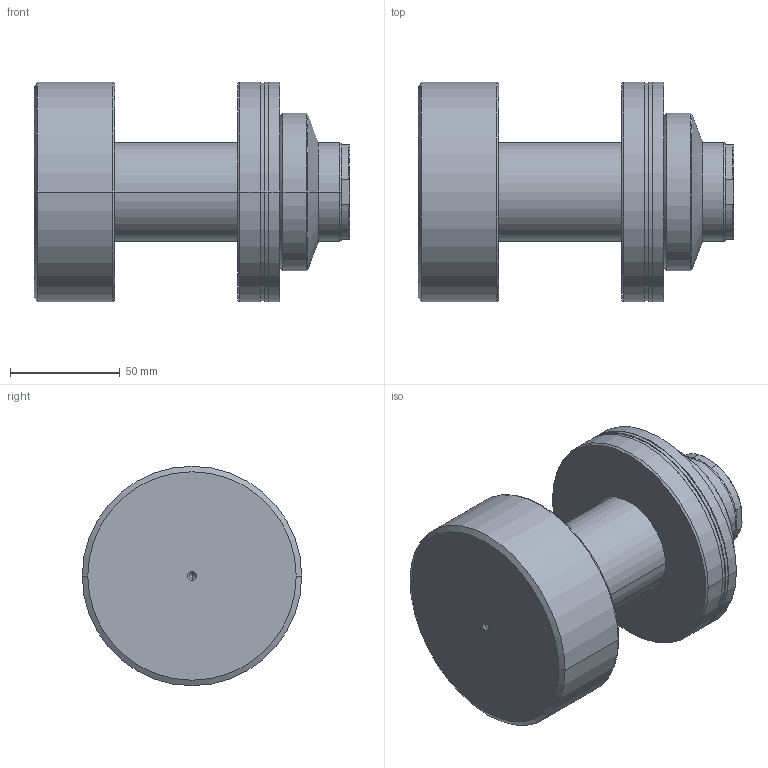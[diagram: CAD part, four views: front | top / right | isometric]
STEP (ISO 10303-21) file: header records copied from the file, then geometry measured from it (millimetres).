
FILE_DESCRIPTION (( 'STEP AP203' ), '1' );
FILE_NAME ('c2d0.STEP', '2024-01-08T14:33:05', ( '' ), ( '' ), 'SwSTEP 2.0', 'SolidWorks 2019', '' );
FILE_SCHEMA (( 'CONFIG_CONTROL_DESIGN' ));
Length unit declared in the file: millimetre
Products named in the file (3): V400CL_VC_X c2687196a9bd936d33880dfa2a8b528a; c2d0; V400CL_PC_X c2687196a9bd936d33880dfa2a8b528a
Assembly tree (2 placements, depth 2):
  c2d0
    V400CL_PC_X c2687196a9bd936d33880dfa2a8b528a
    V400CL_VC_X c2687196a9bd936d33880dfa2a8b528a
Bounding box: 144 x 100 x 100 mm (x, y, z)
Volume: 614132.7 mm3; surface area: 69909.4 mm2
Topology: 2 solids, 2 shells, 74 faces, 160 edges, 94 vertices
Faces by surface type: cylinder 28, cone 26, plane 18, torus 2
Entity records: 2303 total; most frequent: DIRECTION 392, CARTESIAN_POINT 353, ORIENTED_EDGE 312, AXIS2_PLACEMENT_3D 165, EDGE_CURVE 156, VERTEX_POINT 94, CIRCLE 86, EDGE_LOOP 84
